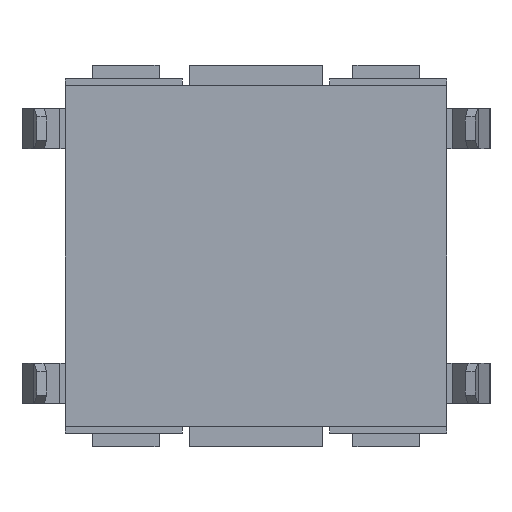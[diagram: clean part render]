
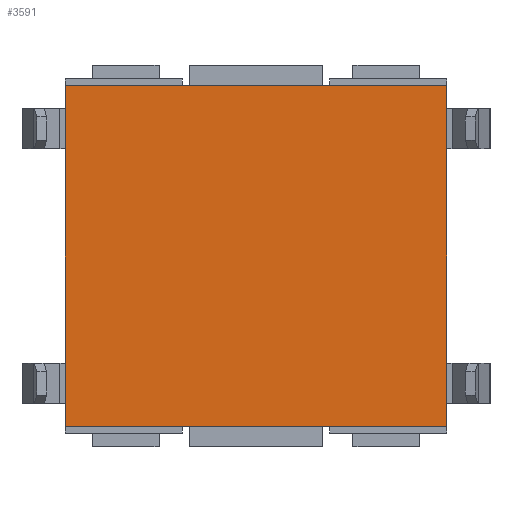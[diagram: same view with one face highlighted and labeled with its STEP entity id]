
A CAD part, front view. The second image highlights one B-rep face of the part: STEP entity #3591.
In plain terms, the highlighted planar face has unit normal (0, -1, 0).
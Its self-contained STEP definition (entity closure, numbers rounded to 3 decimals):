
#223 = VERTEX_POINT ( 'NONE', #797 ) ;
#225 = EDGE_CURVE ( 'NONE', #731, #223, #796, .T. ) ;
#731 = VERTEX_POINT ( 'NONE', #1184 ) ;
#793 = DIRECTION ( 'NONE',  ( 1., 0., 0. ) ) ;
#794 = VECTOR ( 'NONE', #793, 1000. ) ;
#795 = CARTESIAN_POINT ( 'NONE',  ( 5.7, 0., 5.1 ) ) ;
#796 = LINE ( 'NONE', #795, #794 ) ;
#797 = CARTESIAN_POINT ( 'NONE',  ( 5.7, 0., 5.1 ) ) ;
#1184 = CARTESIAN_POINT ( 'NONE',  ( -5.7, 0., 5.1 ) ) ;
#1368 = FACE_OUTER_BOUND ( 'NONE', #3588, .T. ) ;
#1373 = PLANE ( 'NONE',  #1431 ) ;
#1427 = DIRECTION ( 'NONE',  ( 0., 0., -1. ) ) ;
#1428 = DIRECTION ( 'NONE',  ( 0., -1., 0. ) ) ;
#1430 = CARTESIAN_POINT ( 'NONE',  ( 5.7, 0., 5.1 ) ) ;
#1431 = AXIS2_PLACEMENT_3D ( 'NONE', #1430, #1428, #1427 ) ;
#2046 = CARTESIAN_POINT ( 'NONE',  ( 5.7, 0., -5.1 ) ) ;
#2048 = CARTESIAN_POINT ( 'NONE',  ( -5.7, 0., -5.1 ) ) ;
#2209 = DIRECTION ( 'NONE',  ( 1., 0., 0. ) ) ;
#2210 = VECTOR ( 'NONE', #2209, 1000. ) ;
#2211 = CARTESIAN_POINT ( 'NONE',  ( -5.7, 0., -5.1 ) ) ;
#2212 = LINE ( 'NONE', #2211, #2210 ) ;
#2688 = DIRECTION ( 'NONE',  ( 0., 0., -1. ) ) ;
#2689 = VECTOR ( 'NONE', #2688, 1000. ) ;
#2690 = CARTESIAN_POINT ( 'NONE',  ( 5.7, 0., 0. ) ) ;
#2692 = LINE ( 'NONE', #2690, #2689 ) ;
#2971 = DIRECTION ( 'NONE',  ( 0., 0., 1. ) ) ;
#2972 = VECTOR ( 'NONE', #2971, 1000. ) ;
#2973 = CARTESIAN_POINT ( 'NONE',  ( -5.7, 0., 0. ) ) ;
#2974 = LINE ( 'NONE', #2973, #2972 ) ;
#3579 = ORIENTED_EDGE ( 'NONE', *, *, #225, .F. ) ;
#3581 = ORIENTED_EDGE ( 'NONE', *, *, #4074, .T. ) ;
#3582 = ORIENTED_EDGE ( 'NONE', *, *, #4365, .F. ) ;
#3588 = EDGE_LOOP ( 'NONE', ( #3581, #3582, #3579, #3627 ) ) ;
#3591 = ADVANCED_FACE ( 'NONE', ( #1368 ), #1373, .T. ) ;
#3627 = ORIENTED_EDGE ( 'NONE', *, *, #4554, .F. ) ;
#3980 = VERTEX_POINT ( 'NONE', #2048 ) ;
#3982 = VERTEX_POINT ( 'NONE', #2046 ) ;
#4074 = EDGE_CURVE ( 'NONE', #3980, #3982, #2212, .T. ) ;
#4365 = EDGE_CURVE ( 'NONE', #223, #3982, #2692, .T. ) ;
#4554 = EDGE_CURVE ( 'NONE', #3980, #731, #2974, .T. ) ;
